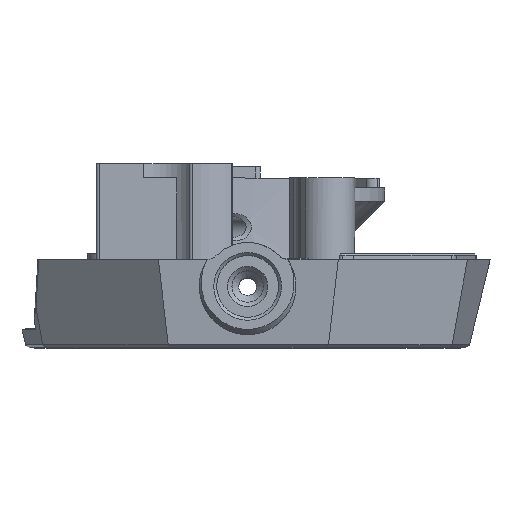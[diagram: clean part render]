
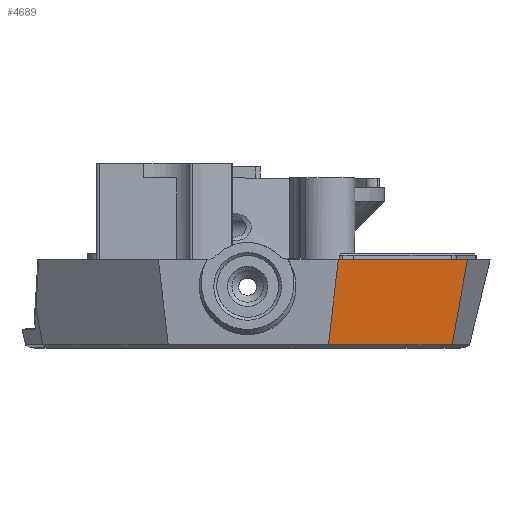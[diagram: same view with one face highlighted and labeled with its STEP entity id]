
A CAD part, top view. The second image highlights one B-rep face of the part: STEP entity #4689.
In plain terms, the highlighted planar face has unit normal (0.622, -0.139, 0.771).
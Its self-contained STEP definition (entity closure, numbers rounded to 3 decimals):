
#4689=ADVANCED_FACE('',(#5407),#5011,.F.);
#5011=PLANE('',#12944);
#5407=FACE_OUTER_BOUND('',#5906,.T.);
#5906=EDGE_LOOP('',(#7896,#7897,#7898,#7899,#7900));
#7896=ORIENTED_EDGE('',*,*,#10537,.F.);
#7897=ORIENTED_EDGE('',*,*,#10538,.F.);
#7898=ORIENTED_EDGE('',*,*,#10536,.F.);
#7899=ORIENTED_EDGE('',*,*,#10539,.F.);
#7900=ORIENTED_EDGE('',*,*,#10540,.F.);
#9361=VERTEX_POINT('',#19296);
#9362=VERTEX_POINT('',#19299);
#9363=VERTEX_POINT('',#19303);
#9364=VERTEX_POINT('',#19304);
#9365=VERTEX_POINT('',#19307);
#10536=EDGE_CURVE('',#9362,#9361,#11388,.T.);
#10537=EDGE_CURVE('',#9363,#9364,#11389,.T.);
#10538=EDGE_CURVE('',#9361,#9363,#11390,.T.);
#10539=EDGE_CURVE('',#9365,#9362,#11391,.T.);
#10540=EDGE_CURVE('',#9364,#9365,#11392,.T.);
#11388=LINE('',#19300,#12160);
#11389=LINE('',#19302,#12161);
#11390=LINE('',#19305,#12162);
#11391=LINE('',#19306,#12163);
#11392=LINE('',#19308,#12164);
#12160=VECTOR('',#15068,1.);
#12161=VECTOR('',#15071,1.);
#12162=VECTOR('',#15072,1.);
#12163=VECTOR('',#15073,1.);
#12164=VECTOR('',#15074,1.);
#12944=AXIS2_PLACEMENT_3D('',#19309,#15075,#15076);
#15068=DIRECTION('',(-0.176,-0.984,-0.035));
#15071=DIRECTION('',(-0.606,0.537,0.586));
#15072=DIRECTION('',(-0.778,0.,0.628));
#15073=DIRECTION('',(0.778,0.,-0.628));
#15074=DIRECTION('',(0.114,0.99,0.087));
#15075=DIRECTION('',(-0.622,0.139,-0.771));
#15076=DIRECTION('',(0.778,0.,-0.628));
#19296=CARTESIAN_POINT('',(27.455,-7.825,115.671));
#19299=CARTESIAN_POINT('',(29.499,3.578,116.081));
#19300=CARTESIAN_POINT('',(29.148,1.619,116.011));
#19302=CARTESIAN_POINT('',(9.777,-6.873,130.108));
#19303=CARTESIAN_POINT('',(10.852,-7.825,129.069));
#19304=CARTESIAN_POINT('',(10.849,-7.823,129.071));
#19305=CARTESIAN_POINT('',(19.108,-7.825,122.407));
#19306=CARTESIAN_POINT('',(21.947,3.578,122.175));
#19307=CARTESIAN_POINT('',(12.165,3.578,130.069));
#19308=CARTESIAN_POINT('',(12.115,3.153,130.031));
#19309=CARTESIAN_POINT('',(22.236,6.929,122.547));
